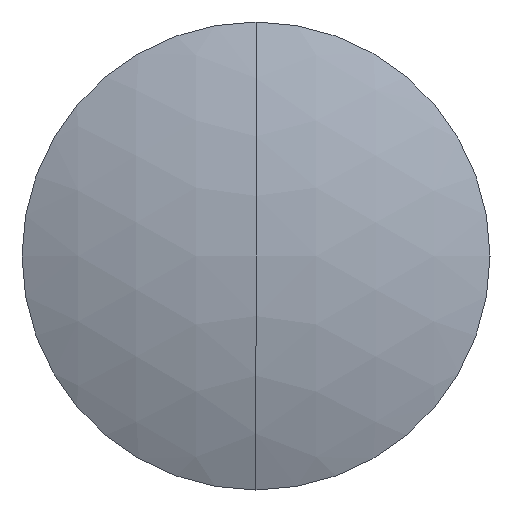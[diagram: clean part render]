
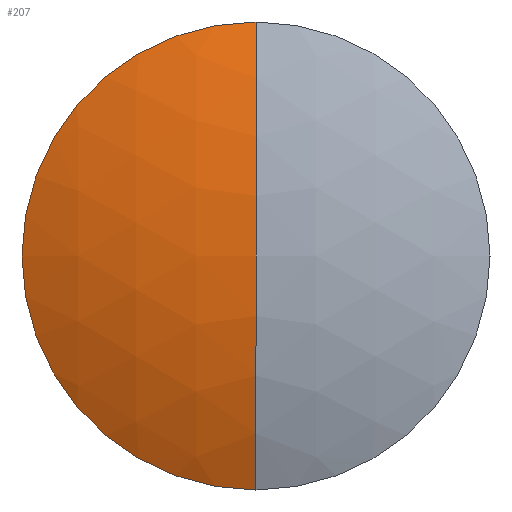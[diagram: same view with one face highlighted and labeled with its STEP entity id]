
A CAD part, left-side view. The second image highlights one B-rep face of the part: STEP entity #207.
In plain terms, the highlighted spherical face has radius 31.2 mm.
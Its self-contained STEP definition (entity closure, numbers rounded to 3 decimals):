
#13 = EDGE_CURVE ( 'NONE', #32, #209, #19, .T. ) ;
#19 = CIRCLE ( 'NONE', #43, 31.2 ) ;
#32 = VERTEX_POINT ( 'NONE', #253 ) ;
#34 = DIRECTION ( 'NONE',  ( 0., 0., 1. ) ) ;
#35 = CARTESIAN_POINT ( 'NONE',  ( 261.196, 0., 0. ) ) ;
#43 = AXIS2_PLACEMENT_3D ( 'NONE', #35, #57, #155 ) ;
#57 = DIRECTION ( 'NONE',  ( 0., -1., 0. ) ) ;
#62 = EDGE_LOOP ( 'NONE', ( #242, #258, #224 ) ) ;
#71 = DIRECTION ( 'NONE',  ( 0., 1., 0. ) ) ;
#89 = DIRECTION ( 'NONE',  ( 0., 0., 1. ) ) ;
#112 = DIRECTION ( 'NONE',  ( 0., 0., 1. ) ) ;
#129 = CIRCLE ( 'NONE', #192, 12.7 ) ;
#137 = FACE_OUTER_BOUND ( 'NONE', #62, .T. ) ;
#155 = DIRECTION ( 'NONE',  ( 0., 0., -1. ) ) ;
#178 = AXIS2_PLACEMENT_3D ( 'NONE', #312, #281, #34 ) ;
#183 = CARTESIAN_POINT ( 'NONE',  ( 229.996, 0., 0. ) ) ;
#192 = AXIS2_PLACEMENT_3D ( 'NONE', #324, #297, #112 ) ;
#195 = SPHERICAL_SURFACE ( 'NONE', #270, 31.2 ) ;
#196 = EDGE_CURVE ( 'NONE', #239, #209, #205, .T. ) ;
#205 = CIRCLE ( 'NONE', #178, 31.2 ) ;
#207 = ADVANCED_FACE ( 'NONE', ( #137 ), #195, .T. ) ;
#209 = VERTEX_POINT ( 'NONE', #183 ) ;
#216 = CARTESIAN_POINT ( 'NONE',  ( 261.196, 0., 0. ) ) ;
#221 = EDGE_CURVE ( 'NONE', #32, #239, #129, .T. ) ;
#224 = ORIENTED_EDGE ( 'NONE', *, *, #13, .F. ) ;
#239 = VERTEX_POINT ( 'NONE', #322 ) ;
#242 = ORIENTED_EDGE ( 'NONE', *, *, #221, .T. ) ;
#253 = CARTESIAN_POINT ( 'NONE',  ( 232.698, 0., 12.7 ) ) ;
#258 = ORIENTED_EDGE ( 'NONE', *, *, #196, .T. ) ;
#270 = AXIS2_PLACEMENT_3D ( 'NONE', #216, #71, #89 ) ;
#281 = DIRECTION ( 'NONE',  ( 0., 1., 0. ) ) ;
#297 = DIRECTION ( 'NONE',  ( -1., 0., 0. ) ) ;
#312 = CARTESIAN_POINT ( 'NONE',  ( 261.196, 0., 0. ) ) ;
#322 = CARTESIAN_POINT ( 'NONE',  ( 232.698, 0., -12.7 ) ) ;
#324 = CARTESIAN_POINT ( 'NONE',  ( 232.698, 0., 0. ) ) ;
